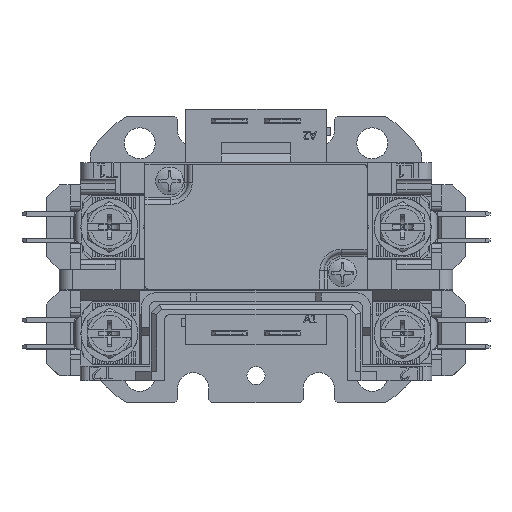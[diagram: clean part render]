
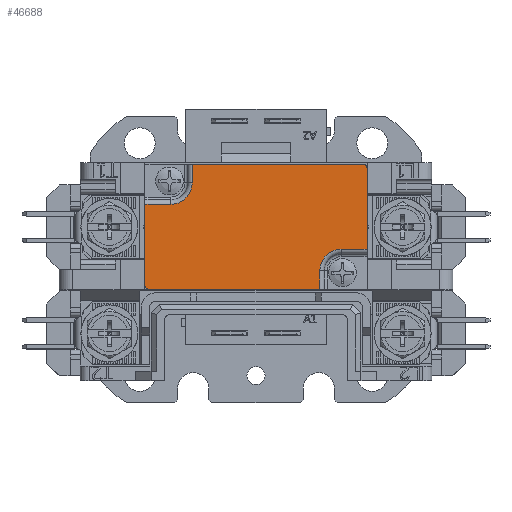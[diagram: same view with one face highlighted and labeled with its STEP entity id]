
A CAD part, top view. The second image highlights one B-rep face of the part: STEP entity #46688.
In plain terms, the highlighted face is planar.
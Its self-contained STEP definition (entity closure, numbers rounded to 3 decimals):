
#1184=CIRCLE($,#49373,0.8);
#1215=CIRCLE($,#49446,0.8);
#1222=CIRCLE($,#49457,3.8);
#1227=CIRCLE($,#49468,3.8);
#2596=FACE_OUTER_BOUND($,#5148,.T.);
#5148=EDGE_LOOP($,(#30811,#30812,#30813,#30814,#30815,#30816,#30817,#30818,
#30819,#30820,#30821,#30822));
#8532=LINE($,#68570,#13729);
#8663=LINE($,#69462,#13860);
#8680=LINE($,#69502,#13877);
#8682=LINE($,#69511,#13879);
#8685=LINE($,#69518,#13882);
#8686=LINE($,#69526,#13883);
#8693=LINE($,#69543,#13890);
#8694=LINE($,#69551,#13891);
#13729=VECTOR($,#54460,14.3);
#13860=VECTOR($,#54737,14.3);
#13877=VECTOR($,#54768,30.27);
#13879=VECTOR($,#54776,30.27);
#13882=VECTOR($,#54783,3.3);
#13883=VECTOR($,#54794,4.6);
#13890=VECTOR($,#54813,3.3);
#13891=VECTOR($,#54824,4.6);
#18849=VERTEX_POINT($,#68567);
#18850=VERTEX_POINT($,#68569);
#18853=VERTEX_POINT($,#68577);
#18980=VERTEX_POINT($,#69459);
#18981=VERTEX_POINT($,#69461);
#18993=VERTEX_POINT($,#69489);
#18997=VERTEX_POINT($,#69500);
#19001=VERTEX_POINT($,#69509);
#19003=VERTEX_POINT($,#69516);
#19005=VERTEX_POINT($,#69521);
#19009=VERTEX_POINT($,#69541);
#19011=VERTEX_POINT($,#69546);
#23318=EDGE_CURVE($,#18849,#18850,#8532,.T.);
#23323=EDGE_CURVE($,#18853,#18849,#1184,.T.);
#23489=EDGE_CURVE($,#18980,#18981,#8663,.T.);
#23505=EDGE_CURVE($,#18993,#18980,#1215,.T.);
#23511=EDGE_CURVE($,#18997,#18993,#8680,.T.);
#23515=EDGE_CURVE($,#19001,#18853,#8682,.T.);
#23519=EDGE_CURVE($,#19003,#19001,#8685,.T.);
#23521=EDGE_CURVE($,#19005,#19003,#1222,.T.);
#23523=EDGE_CURVE($,#18981,#19005,#8686,.T.);
#23532=EDGE_CURVE($,#19009,#18997,#8693,.T.);
#23534=EDGE_CURVE($,#19011,#19009,#1227,.T.);
#23536=EDGE_CURVE($,#18850,#19011,#8694,.T.);
#30811=ORIENTED_EDGE($,*,*,#23523,.F.);
#30812=ORIENTED_EDGE($,*,*,#23489,.F.);
#30813=ORIENTED_EDGE($,*,*,#23505,.F.);
#30814=ORIENTED_EDGE($,*,*,#23511,.F.);
#30815=ORIENTED_EDGE($,*,*,#23532,.F.);
#30816=ORIENTED_EDGE($,*,*,#23534,.F.);
#30817=ORIENTED_EDGE($,*,*,#23536,.F.);
#30818=ORIENTED_EDGE($,*,*,#23318,.F.);
#30819=ORIENTED_EDGE($,*,*,#23323,.F.);
#30820=ORIENTED_EDGE($,*,*,#23515,.F.);
#30821=ORIENTED_EDGE($,*,*,#23519,.F.);
#30822=ORIENTED_EDGE($,*,*,#23521,.F.);
#42245=PLANE($,#49490);
#46688=ADVANCED_FACE($,(#2596),#42245,.F.);
#49373=AXIS2_PLACEMENT_3D($,#68579,#54469,#54470);
#49446=AXIS2_PLACEMENT_3D($,#69491,#54757,#54758);
#49457=AXIS2_PLACEMENT_3D($,#69523,#54788,#54789);
#49468=AXIS2_PLACEMENT_3D($,#69548,#54818,#54819);
#49490=AXIS2_PLACEMENT_3D($,#69587,#54872,#54873);
#54460=DIRECTION($,(0.,1.,0.));
#54469=DIRECTION('center_axis',(0.,0.,
-1.));
#54470=DIRECTION('ref_axis',(-0.707,-0.707,0.));
#54737=DIRECTION($,(0.,-1.,0.));
#54757=DIRECTION('center_axis',(0.,0.,
-1.));
#54758=DIRECTION('ref_axis',(0.707,0.707,0.));
#54768=DIRECTION($,(1.,0.,0.));
#54776=DIRECTION($,(-1.,0.,0.));
#54783=DIRECTION($,(0.,-1.,0.));
#54788=DIRECTION('center_axis',(0.,0.,
1.));
#54789=DIRECTION('ref_axis',(-0.707,0.707,0.));
#54794=DIRECTION($,(-1.,0.,0.));
#54813=DIRECTION($,(0.,1.,0.));
#54818=DIRECTION('center_axis',(0.,0.,
1.));
#54819=DIRECTION('ref_axis',(0.707,-0.707,0.));
#54824=DIRECTION($,(1.,0.,0.));
#54872=DIRECTION('center_axis',(0.,0.,
-1.));
#54873=DIRECTION('ref_axis',(-1.,0.,0.));
#68567=CARTESIAN_POINT('',(-19.735,-4.6,62.3));
#68569=CARTESIAN_POINT('',(-19.735,9.7,62.3));
#68570=CARTESIAN_POINT($,(-19.735,-5.4,62.3));
#68577=CARTESIAN_POINT('',(-18.935,-5.4,62.3));
#68579=CARTESIAN_POINT('Origin',(-18.935,-4.6,62.3));
#69459=CARTESIAN_POINT('',(19.735,16.,62.3));
#69461=CARTESIAN_POINT('',(19.735,1.7,62.3));
#69462=CARTESIAN_POINT($,(19.735,16.8,62.3));
#69489=CARTESIAN_POINT('',(18.935,16.8,62.3));
#69491=CARTESIAN_POINT('Origin',(18.935,16.,62.3));
#69500=CARTESIAN_POINT('',(-11.335,16.8,62.3));
#69502=CARTESIAN_POINT($,(-19.735,16.8,62.3));
#69509=CARTESIAN_POINT('',(11.335,-5.4,62.3));
#69511=CARTESIAN_POINT($,(19.735,-5.4,62.3));
#69516=CARTESIAN_POINT('',(11.335,-2.1,62.3));
#69518=CARTESIAN_POINT($,(11.335,1.8,62.3));
#69521=CARTESIAN_POINT('',(15.135,1.7,62.3));
#69523=CARTESIAN_POINT('Origin',(15.135,-2.1,62.3));
#69526=CARTESIAN_POINT($,(12.768,1.7,62.3));
#69541=CARTESIAN_POINT('',(-11.335,13.5,62.3));
#69543=CARTESIAN_POINT($,(-11.335,9.6,62.3));
#69546=CARTESIAN_POINT('',(-15.135,9.7,62.3));
#69548=CARTESIAN_POINT('Origin',(-15.135,13.5,62.3));
#69551=CARTESIAN_POINT($,(-6.967,9.7,62.3));
#69587=CARTESIAN_POINT('Origin',(5.8,5.7,62.3));
